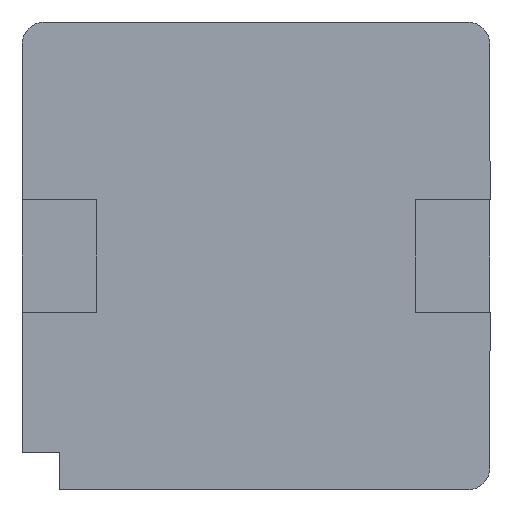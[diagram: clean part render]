
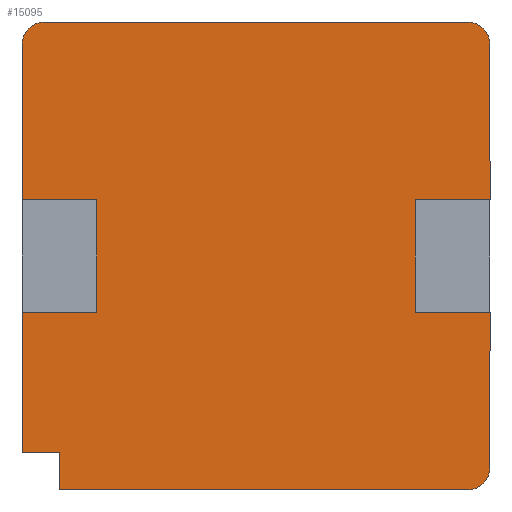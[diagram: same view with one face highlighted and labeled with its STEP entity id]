
A CAD part, front view. The second image highlights one B-rep face of the part: STEP entity #15095.
In plain terms, the highlighted planar face has unit normal (0, -1, 0).
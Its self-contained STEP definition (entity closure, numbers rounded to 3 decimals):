
#16 = DIRECTION ( 'NONE',  ( 0., 0., -1. ) ) ;
#45 = CARTESIAN_POINT ( 'NONE',  ( 5.65, 0.2, -5.65 ) ) ;
#205 = EDGE_CURVE ( 'NONE', #8792, #7666, #20526, .T. ) ;
#506 = VECTOR ( 'NONE', #11516, 1000. ) ;
#778 = LINE ( 'NONE', #2094, #19462 ) ;
#793 = EDGE_CURVE ( 'NONE', #21477, #17734, #11452, .T. ) ;
#984 = CARTESIAN_POINT ( 'NONE',  ( -5.65, 0.2, 6.25 ) ) ;
#985 = CARTESIAN_POINT ( 'NONE',  ( 5.65, 0.2, 5.65 ) ) ;
#1001 = LINE ( 'NONE', #20177, #14103 ) ;
#1004 = ORIENTED_EDGE ( 'NONE', *, *, #10831, .T. ) ;
#1147 = EDGE_CURVE ( 'NONE', #4114, #9443, #17330, .T. ) ;
#1314 = CARTESIAN_POINT ( 'NONE',  ( 4.25, 0.2, 1.5 ) ) ;
#1359 = VERTEX_POINT ( 'NONE', #19488 ) ;
#1363 = EDGE_CURVE ( 'NONE', #15958, #17457, #16015, .T. ) ;
#1566 = DIRECTION ( 'NONE',  ( -1., 0., 0. ) ) ;
#1845 = CARTESIAN_POINT ( 'NONE',  ( 6.25, 0.2, -6.25 ) ) ;
#1956 = VERTEX_POINT ( 'NONE', #14864 ) ;
#1998 = VERTEX_POINT ( 'NONE', #16581 ) ;
#2054 = CARTESIAN_POINT ( 'NONE',  ( -6.25, 0.2, -1.5 ) ) ;
#2070 = EDGE_CURVE ( 'NONE', #1956, #8792, #1001, .T. ) ;
#2094 = CARTESIAN_POINT ( 'NONE',  ( -5.25, 0.2, -6.25 ) ) ;
#2140 = AXIS2_PLACEMENT_3D ( 'NONE', #4937, #4716, #16 ) ;
#2283 = VERTEX_POINT ( 'NONE', #16769 ) ;
#2448 = ORIENTED_EDGE ( 'NONE', *, *, #2070, .T. ) ;
#2554 = CARTESIAN_POINT ( 'NONE',  ( -5.65, 0.2, 5.65 ) ) ;
#2563 = CARTESIAN_POINT ( 'NONE',  ( -6.25, 0.2, 6.25 ) ) ;
#2657 = ORIENTED_EDGE ( 'NONE', *, *, #205, .T. ) ;
#2754 = VERTEX_POINT ( 'NONE', #18157 ) ;
#2978 = ORIENTED_EDGE ( 'NONE', *, *, #10425, .T. ) ;
#3369 = ORIENTED_EDGE ( 'NONE', *, *, #7349, .T. ) ;
#3454 = CARTESIAN_POINT ( 'NONE',  ( 4.25, 0.2, -1.5 ) ) ;
#3526 = VERTEX_POINT ( 'NONE', #20814 ) ;
#3823 = CARTESIAN_POINT ( 'NONE',  ( 6.25, 0.2, 5.65 ) ) ;
#3850 = AXIS2_PLACEMENT_3D ( 'NONE', #45, #10328, #13691 ) ;
#4114 = VERTEX_POINT ( 'NONE', #19849 ) ;
#4392 = ORIENTED_EDGE ( 'NONE', *, *, #17022, .T. ) ;
#4421 = VERTEX_POINT ( 'NONE', #17099 ) ;
#4429 = DIRECTION ( 'NONE',  ( 0., -1., 0. ) ) ;
#4537 = CARTESIAN_POINT ( 'NONE',  ( -4.25, 0.2, -1.5 ) ) ;
#4716 = DIRECTION ( 'NONE',  ( 0., -1., 0. ) ) ;
#4937 = CARTESIAN_POINT ( 'NONE',  ( 0., 0.2, 0. ) ) ;
#5457 = AXIS2_PLACEMENT_3D ( 'NONE', #2554, #12703, #5985 ) ;
#5573 = LINE ( 'NONE', #13585, #16284 ) ;
#5615 = LINE ( 'NONE', #21921, #8536 ) ;
#5686 = ORIENTED_EDGE ( 'NONE', *, *, #1363, .T. ) ;
#5727 = ORIENTED_EDGE ( 'NONE', *, *, #19070, .T. ) ;
#5985 = DIRECTION ( 'NONE',  ( 0., 0., -1. ) ) ;
#6251 = VECTOR ( 'NONE', #10812, 1000. ) ;
#6533 = VECTOR ( 'NONE', #8332, 1000. ) ;
#7003 = EDGE_LOOP ( 'NONE', ( #1004, #11187, #16109, #10688, #3369, #5727, #2448, #2657, #20974, #5686, #8335, #8718, #4392, #18320, #13696, #17743, #2978 ) ) ;
#7106 = LINE ( 'NONE', #4537, #22078 ) ;
#7322 = DIRECTION ( 'NONE',  ( 1., 0., 0. ) ) ;
#7325 = CARTESIAN_POINT ( 'NONE',  ( -6.25, 0.2, 5.65 ) ) ;
#7349 = EDGE_CURVE ( 'NONE', #3526, #2283, #21526, .T. ) ;
#7625 = CARTESIAN_POINT ( 'NONE',  ( 5.65, 0.2, -6.25 ) ) ;
#7666 = VERTEX_POINT ( 'NONE', #11249 ) ;
#7667 = CIRCLE ( 'NONE', #3850, 0.6 ) ;
#8332 = DIRECTION ( 'NONE',  ( 0., 0., -1. ) ) ;
#8335 = ORIENTED_EDGE ( 'NONE', *, *, #17678, .T. ) ;
#8536 = VECTOR ( 'NONE', #11938, 1000. ) ;
#8718 = ORIENTED_EDGE ( 'NONE', *, *, #1147, .T. ) ;
#8792 = VERTEX_POINT ( 'NONE', #3823 ) ;
#9045 = AXIS2_PLACEMENT_3D ( 'NONE', #985, #4429, #12938 ) ;
#9132 = EDGE_CURVE ( 'NONE', #17734, #3526, #5615, .T. ) ;
#9443 = VERTEX_POINT ( 'NONE', #11609 ) ;
#9750 = EDGE_CURVE ( 'NONE', #2754, #1998, #18938, .T. ) ;
#9764 = CARTESIAN_POINT ( 'NONE',  ( -5.25, 0.2, -5.25 ) ) ;
#9803 = CARTESIAN_POINT ( 'NONE',  ( -6.25, 0.2, 1.5 ) ) ;
#9933 = VERTEX_POINT ( 'NONE', #7625 ) ;
#9981 = LINE ( 'NONE', #2563, #6251 ) ;
#10153 = CARTESIAN_POINT ( 'NONE',  ( 6.25, 0.2, 6.25 ) ) ;
#10254 = VECTOR ( 'NONE', #21744, 1000. ) ;
#10328 = DIRECTION ( 'NONE',  ( 0., -1., 0. ) ) ;
#10425 = EDGE_CURVE ( 'NONE', #1998, #4421, #15762, .T. ) ;
#10688 = ORIENTED_EDGE ( 'NONE', *, *, #9132, .T. ) ;
#10693 = DIRECTION ( 'NONE',  ( 1., 0., 0. ) ) ;
#10812 = DIRECTION ( 'NONE',  ( 0., 0., -1. ) ) ;
#10831 = EDGE_CURVE ( 'NONE', #4421, #9933, #778, .T. ) ;
#10858 = CARTESIAN_POINT ( 'NONE',  ( -6.25, 0.2, -5.25 ) ) ;
#11072 = EDGE_CURVE ( 'NONE', #14368, #2754, #5573, .T. ) ;
#11137 = EDGE_CURVE ( 'NONE', #7666, #15958, #21315, .T. ) ;
#11187 = ORIENTED_EDGE ( 'NONE', *, *, #14512, .T. ) ;
#11212 = VECTOR ( 'NONE', #16726, 1000. ) ;
#11249 = CARTESIAN_POINT ( 'NONE',  ( 5.65, 0.2, 6.25 ) ) ;
#11452 = LINE ( 'NONE', #1845, #18387 ) ;
#11516 = DIRECTION ( 'NONE',  ( 1., 0., 0. ) ) ;
#11609 = CARTESIAN_POINT ( 'NONE',  ( -4.25, 0.2, 1.5 ) ) ;
#11938 = DIRECTION ( 'NONE',  ( -1., 0., 0. ) ) ;
#12703 = DIRECTION ( 'NONE',  ( 0., -1., 0. ) ) ;
#12938 = DIRECTION ( 'NONE',  ( 0., 0., -1. ) ) ;
#13250 = FACE_OUTER_BOUND ( 'NONE', #7003, .T. ) ;
#13501 = PLANE ( 'NONE',  #2140 ) ;
#13585 = CARTESIAN_POINT ( 'NONE',  ( -6.25, 0.2, -1.5 ) ) ;
#13691 = DIRECTION ( 'NONE',  ( 0., 0., -1. ) ) ;
#13696 = ORIENTED_EDGE ( 'NONE', *, *, #11072, .T. ) ;
#14103 = VECTOR ( 'NONE', #20764, 1000. ) ;
#14195 = CARTESIAN_POINT ( 'NONE',  ( -4.25, 0.2, 1.5 ) ) ;
#14368 = VERTEX_POINT ( 'NONE', #2054 ) ;
#14512 = EDGE_CURVE ( 'NONE', #9933, #21477, #7667, .T. ) ;
#14819 = LINE ( 'NONE', #1314, #10254 ) ;
#14864 = CARTESIAN_POINT ( 'NONE',  ( 6.25, 0.2, 1.5 ) ) ;
#15095 = ADVANCED_FACE ( 'NONE', ( #13250 ), #13501, .T. ) ;
#15153 = CARTESIAN_POINT ( 'NONE',  ( 6.25, 0.2, -1.5 ) ) ;
#15368 = LINE ( 'NONE', #14195, #6533 ) ;
#15398 = DIRECTION ( 'NONE',  ( 0., 0., 1. ) ) ;
#15414 = VECTOR ( 'NONE', #15398, 1000. ) ;
#15762 = LINE ( 'NONE', #9764, #11212 ) ;
#15958 = VERTEX_POINT ( 'NONE', #984 ) ;
#16015 = CIRCLE ( 'NONE', #5457, 0.6 ) ;
#16036 = VECTOR ( 'NONE', #1566, 1000. ) ;
#16109 = ORIENTED_EDGE ( 'NONE', *, *, #793, .T. ) ;
#16284 = VECTOR ( 'NONE', #16893, 1000. ) ;
#16581 = CARTESIAN_POINT ( 'NONE',  ( -5.25, 0.2, -5.25 ) ) ;
#16726 = DIRECTION ( 'NONE',  ( 0., 0., -1. ) ) ;
#16769 = CARTESIAN_POINT ( 'NONE',  ( 4.25, 0.2, 1.5 ) ) ;
#16893 = DIRECTION ( 'NONE',  ( 0., 0., -1. ) ) ;
#17022 = EDGE_CURVE ( 'NONE', #9443, #1359, #15368, .T. ) ;
#17099 = CARTESIAN_POINT ( 'NONE',  ( -5.25, 0.2, -6.25 ) ) ;
#17216 = DIRECTION ( 'NONE',  ( 0., 0., 1. ) ) ;
#17330 = LINE ( 'NONE', #9803, #506 ) ;
#17457 = VERTEX_POINT ( 'NONE', #7325 ) ;
#17678 = EDGE_CURVE ( 'NONE', #17457, #4114, #9981, .T. ) ;
#17734 = VERTEX_POINT ( 'NONE', #15153 ) ;
#17743 = ORIENTED_EDGE ( 'NONE', *, *, #9750, .T. ) ;
#18157 = CARTESIAN_POINT ( 'NONE',  ( -6.25, 0.2, -5.25 ) ) ;
#18320 = ORIENTED_EDGE ( 'NONE', *, *, #19373, .T. ) ;
#18387 = VECTOR ( 'NONE', #17216, 1000. ) ;
#18938 = LINE ( 'NONE', #10858, #21592 ) ;
#19070 = EDGE_CURVE ( 'NONE', #2283, #1956, #14819, .T. ) ;
#19373 = EDGE_CURVE ( 'NONE', #1359, #14368, #7106, .T. ) ;
#19462 = VECTOR ( 'NONE', #10693, 1000. ) ;
#19488 = CARTESIAN_POINT ( 'NONE',  ( -4.25, 0.2, -1.5 ) ) ;
#19548 = CARTESIAN_POINT ( 'NONE',  ( 6.25, 0.2, -5.65 ) ) ;
#19849 = CARTESIAN_POINT ( 'NONE',  ( -6.25, 0.2, 1.5 ) ) ;
#20177 = CARTESIAN_POINT ( 'NONE',  ( 6.25, 0.2, 1.5 ) ) ;
#20526 = CIRCLE ( 'NONE', #9045, 0.6 ) ;
#20764 = DIRECTION ( 'NONE',  ( 0., 0., 1. ) ) ;
#20814 = CARTESIAN_POINT ( 'NONE',  ( 4.25, 0.2, -1.5 ) ) ;
#20974 = ORIENTED_EDGE ( 'NONE', *, *, #11137, .T. ) ;
#21315 = LINE ( 'NONE', #10153, #16036 ) ;
#21457 = DIRECTION ( 'NONE',  ( -1., 0., 0. ) ) ;
#21477 = VERTEX_POINT ( 'NONE', #19548 ) ;
#21526 = LINE ( 'NONE', #3454, #15414 ) ;
#21592 = VECTOR ( 'NONE', #7322, 1000. ) ;
#21744 = DIRECTION ( 'NONE',  ( 1., 0., 0. ) ) ;
#21921 = CARTESIAN_POINT ( 'NONE',  ( 6.25, 0.2, -1.5 ) ) ;
#22078 = VECTOR ( 'NONE', #21457, 1000. ) ;
